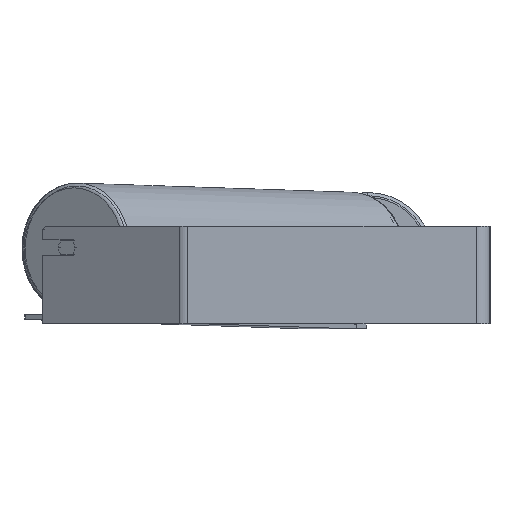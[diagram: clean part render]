
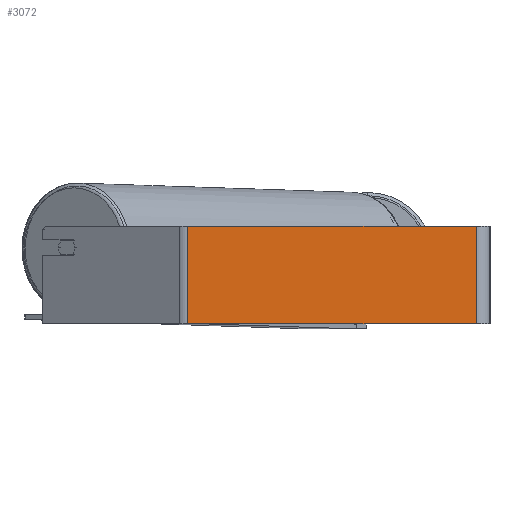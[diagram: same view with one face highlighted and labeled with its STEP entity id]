
A CAD part, left-side view. The second image highlights one B-rep face of the part: STEP entity #3072.
In plain terms, the highlighted planar face has unit normal (-1, 0, 0).
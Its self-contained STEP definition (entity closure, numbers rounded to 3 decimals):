
#152 = VECTOR ( 'NONE', #8365, 1000. ) ;
#178 = VERTEX_POINT ( 'NONE', #4156 ) ;
#225 = LINE ( 'NONE', #6835, #8505 ) ;
#654 = VERTEX_POINT ( 'NONE', #8535 ) ;
#847 = EDGE_CURVE ( 'NONE', #654, #5653, #5894, .T. ) ;
#1011 = CARTESIAN_POINT ( 'NONE',  ( -800., 14., 50. ) ) ;
#1145 = CARTESIAN_POINT ( 'NONE',  ( -800., 14., 50. ) ) ;
#1654 = VECTOR ( 'NONE', #9272, 1000. ) ;
#1961 = CARTESIAN_POINT ( 'NONE',  ( -800., 313.909, 50. ) ) ;
#2639 = EDGE_CURVE ( 'NONE', #178, #7291, #8608, .T. ) ;
#2729 = ORIENTED_EDGE ( 'NONE', *, *, #3300, .F. ) ;
#3072 = ADVANCED_FACE ( 'NONE', ( #3442 ), #6297, .F. ) ;
#3300 = EDGE_CURVE ( 'NONE', #5653, #7291, #4131, .T. ) ;
#3307 = DIRECTION ( 'NONE',  ( 0., 0., -1. ) ) ;
#3442 = FACE_OUTER_BOUND ( 'NONE', #7716, .T. ) ;
#3942 = AXIS2_PLACEMENT_3D ( 'NONE', #1961, #6394, #6344 ) ;
#3961 = ORIENTED_EDGE ( 'NONE', *, *, #6510, .T. ) ;
#4050 = VECTOR ( 'NONE', #5234, 1000. ) ;
#4131 = LINE ( 'NONE', #1145, #152 ) ;
#4156 = CARTESIAN_POINT ( 'NONE',  ( -800., 309.495, -50. ) ) ;
#4203 = CARTESIAN_POINT ( 'NONE',  ( -800., 313.909, -50. ) ) ;
#4705 = CARTESIAN_POINT ( 'NONE',  ( -800., 14., -50. ) ) ;
#4806 = ORIENTED_EDGE ( 'NONE', *, *, #847, .F. ) ;
#5234 = DIRECTION ( 'NONE',  ( 0., -1., 0. ) ) ;
#5653 = VERTEX_POINT ( 'NONE', #1011 ) ;
#5894 = LINE ( 'NONE', #8122, #4050 ) ;
#6297 = PLANE ( 'NONE',  #3942 ) ;
#6344 = DIRECTION ( 'NONE',  ( 0., 0., -1. ) ) ;
#6394 = DIRECTION ( 'NONE',  ( 1., 0., 0. ) ) ;
#6510 = EDGE_CURVE ( 'NONE', #654, #178, #225, .T. ) ;
#6835 = CARTESIAN_POINT ( 'NONE',  ( -800., 309.495, 50. ) ) ;
#7291 = VERTEX_POINT ( 'NONE', #4705 ) ;
#7716 = EDGE_LOOP ( 'NONE', ( #9304, #2729, #4806, #3961 ) ) ;
#8122 = CARTESIAN_POINT ( 'NONE',  ( -800., 313.909, 50. ) ) ;
#8365 = DIRECTION ( 'NONE',  ( 0., 0., -1. ) ) ;
#8505 = VECTOR ( 'NONE', #3307, 1000. ) ;
#8535 = CARTESIAN_POINT ( 'NONE',  ( -800., 309.495, 50. ) ) ;
#8608 = LINE ( 'NONE', #4203, #1654 ) ;
#9272 = DIRECTION ( 'NONE',  ( 0., -1., 0. ) ) ;
#9304 = ORIENTED_EDGE ( 'NONE', *, *, #2639, .T. ) ;
